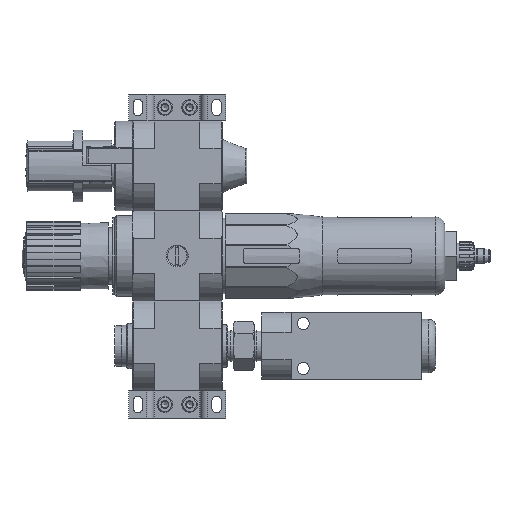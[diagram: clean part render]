
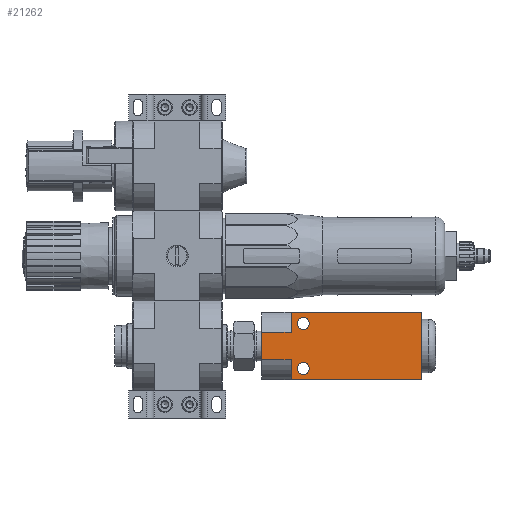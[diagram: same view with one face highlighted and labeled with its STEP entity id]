
A CAD part, left-side view. The second image highlights one B-rep face of the part: STEP entity #21262.
In plain terms, the highlighted planar face has unit normal (-1, 0, 0).
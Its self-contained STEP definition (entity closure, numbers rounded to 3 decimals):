
#2037=CIRCLE('',#29770,2.65);
#2038=CIRCLE('',#29771,2.65);
#7134=ORIENTED_EDGE('',*,*,#10651,.T.);
#7135=ORIENTED_EDGE('',*,*,#10652,.T.);
#7136=ORIENTED_EDGE('',*,*,#10653,.T.);
#7137=ORIENTED_EDGE('',*,*,#10654,.T.);
#7138=ORIENTED_EDGE('',*,*,#10655,.F.);
#7139=ORIENTED_EDGE('',*,*,#10392,.F.);
#7140=ORIENTED_EDGE('',*,*,#10656,.T.);
#7141=ORIENTED_EDGE('',*,*,#10657,.T.);
#7142=ORIENTED_EDGE('',*,*,#10658,.F.);
#7143=ORIENTED_EDGE('',*,*,#10649,.T.);
#10392=EDGE_CURVE('',#12633,#12627,#14140,.T.);
#10649=EDGE_CURVE('',#12844,#12843,#14366,.T.);
#10651=EDGE_CURVE('',#12845,#12845,#2037,.T.);
#10652=EDGE_CURVE('',#12846,#12846,#2038,.T.);
#10653=EDGE_CURVE('',#12843,#12847,#14368,.T.);
#10654=EDGE_CURVE('',#12847,#12848,#14369,.T.);
#10655=EDGE_CURVE('',#12627,#12848,#14370,.T.);
#10656=EDGE_CURVE('',#12633,#12849,#14371,.T.);
#10657=EDGE_CURVE('',#12849,#12850,#14372,.T.);
#10658=EDGE_CURVE('',#12844,#12850,#14373,.T.);
#12627=VERTEX_POINT('',#42533);
#12633=VERTEX_POINT('',#42545);
#12843=VERTEX_POINT('',#43079);
#12844=VERTEX_POINT('',#43081);
#12845=VERTEX_POINT('',#43085);
#12846=VERTEX_POINT('',#43087);
#12847=VERTEX_POINT('',#43089);
#12848=VERTEX_POINT('',#43091);
#12849=VERTEX_POINT('',#43094);
#12850=VERTEX_POINT('',#43096);
#14140=LINE('',#42546,#15687);
#14366=LINE('',#43080,#15913);
#14368=LINE('',#43088,#15915);
#14369=LINE('',#43090,#15916);
#14370=LINE('',#43092,#15917);
#14371=LINE('',#43093,#15918);
#14372=LINE('',#43095,#15919);
#14373=LINE('',#43097,#15920);
#15687=VECTOR('',#35224,1000.);
#15913=VECTOR('',#35614,1000.);
#15915=VECTOR('',#35622,1000.);
#15916=VECTOR('',#35623,1000.);
#15917=VECTOR('',#35624,1000.);
#15918=VECTOR('',#35625,1000.);
#15919=VECTOR('',#35626,1000.);
#15920=VECTOR('',#35627,1000.);
#17557=EDGE_LOOP('',(#7134));
#17558=EDGE_LOOP('',(#7135));
#17559=EDGE_LOOP('',(#7136,#7137,#7138,#7139,#7140,#7141,#7142,#7143));
#19231=FACE_BOUND('',#17557,.T.);
#19232=FACE_BOUND('',#17558,.T.);
#19233=FACE_BOUND('',#17559,.T.);
#20057=PLANE('',#29769);
#21262=ADVANCED_FACE('',(#19231,#19232,#19233),#20057,.F.);
#29769=AXIS2_PLACEMENT_3D('',#43083,#35616,#35617);
#29770=AXIS2_PLACEMENT_3D('',#43084,#35618,#35619);
#29771=AXIS2_PLACEMENT_3D('',#43086,#35620,#35621);
#35224=DIRECTION('',(0.,0.,-1.));
#35614=DIRECTION('',(0.,0.,-1.));
#35616=DIRECTION('',(1.,0.,0.));
#35617=DIRECTION('',(0.,0.,-1.));
#35618=DIRECTION('',(1.,0.,0.));
#35619=DIRECTION('',(0.,0.,-1.));
#35620=DIRECTION('',(1.,0.,0.));
#35621=DIRECTION('',(0.,0.,-1.));
#35622=DIRECTION('',(0.,-1.,0.));
#35623=DIRECTION('',(0.,0.,1.));
#35624=DIRECTION('',(0.,1.,0.));
#35625=DIRECTION('',(0.,1.,0.));
#35626=DIRECTION('',(0.,0.,1.));
#35627=DIRECTION('',(0.,-1.,0.));
#42533=CARTESIAN_POINT('',(0.,0.,-6.));
#42545=CARTESIAN_POINT('',(0.,0.,6.));
#42546=CARTESIAN_POINT('',(0.,0.,15.));
#43079=CARTESIAN_POINT('',(0.,71.2,-15.));
#43080=CARTESIAN_POINT('',(0.,71.2,15.));
#43081=CARTESIAN_POINT('',(0.,71.2,15.));
#43083=CARTESIAN_POINT('',(0.,71.2,15.));
#43084=CARTESIAN_POINT('',(0.,18.5,-10.));
#43085=CARTESIAN_POINT('',(0.,18.5,-12.65));
#43086=CARTESIAN_POINT('',(0.,18.5,10.));
#43087=CARTESIAN_POINT('',(0.,18.5,7.35));
#43088=CARTESIAN_POINT('',(0.,71.2,-15.));
#43089=CARTESIAN_POINT('',(0.,13.1,-15.));
#43090=CARTESIAN_POINT('',(0.,13.1,15.));
#43091=CARTESIAN_POINT('',(0.,13.1,-6.));
#43092=CARTESIAN_POINT('',(0.,-1.9,-6.));
#43093=CARTESIAN_POINT('',(0.,-1.9,6.));
#43094=CARTESIAN_POINT('',(0.,13.1,6.));
#43095=CARTESIAN_POINT('',(0.,13.1,15.));
#43096=CARTESIAN_POINT('',(0.,13.1,15.));
#43097=CARTESIAN_POINT('',(0.,71.2,15.));
